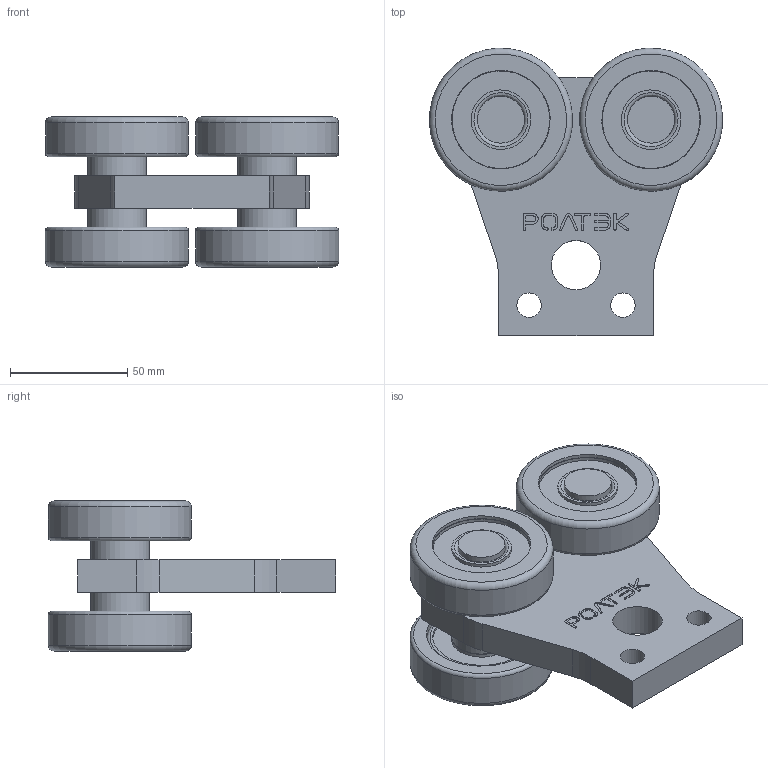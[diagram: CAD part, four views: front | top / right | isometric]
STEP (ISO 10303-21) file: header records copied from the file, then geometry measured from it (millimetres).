
FILE_DESCRIPTION(('STEP AP203'), '1');
FILE_NAME('210.RC74 Òåëåæêà RC74 ñ îòâåðñòèÿìè äëÿ ïîäâåøèâàíèÿ ãðóçà', '', ('UNSPECIFIED'), ('UNSPECIFIED'), 'ASCON STEP Converter 1.3', 'ASCON Math Kernel', '');
FILE_SCHEMA(('CONFIG_CONTROL_DESIGN'));
Length unit declared in the file: millimetre
Products named in the file (1): 210.RC74
Bounding box: 125 x 122.5 x 64.5 mm (x, y, z)
Volume: 310269.5 mm3; surface area: 65703.8 mm2
Topology: 1 solids, 1 shells, 232 faces, 545 edges, 360 vertices
Faces by surface type: plane 112, cylinder 102, torus 18
Full cylindrical faces by diameter (mm): 10.4 x2, 20 x4, 21 x1, 23.5 x2, 25 x4, 25.4 x8, 41.6 x8, 42 x4, 47 x4, 61 x4
Entity records: 8336 total; most frequent: DIRECTION 1182, CARTESIAN_POINT 1079, ORIENTED_EDGE 972, EDGE_CURVE 486, AXIS2_PLACEMENT_3D 463, VERTEX_POINT 360, EDGE_LOOP 342, LINE 256
